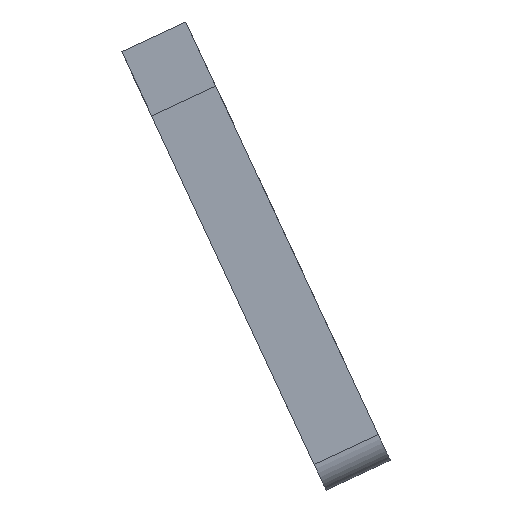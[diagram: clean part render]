
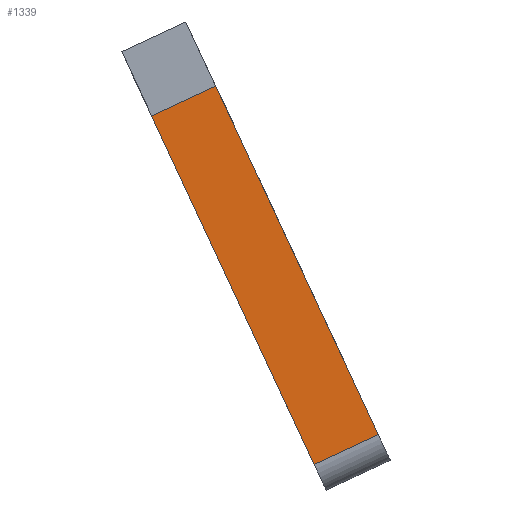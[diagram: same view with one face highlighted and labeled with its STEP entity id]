
A CAD part, left-side view. The second image highlights one B-rep face of the part: STEP entity #1339.
In plain terms, the highlighted planar face has unit normal (-1, 0, 0).
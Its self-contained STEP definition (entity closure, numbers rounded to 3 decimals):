
#66=PLANE('',#1467);
#133=FACE_OUTER_BOUND('',#206,.T.);
#206=EDGE_LOOP('',(#1209,#1210,#1211,#1212));
#334=LINE('',#2082,#480);
#398=LINE('',#2229,#544);
#399=LINE('',#2232,#545);
#400=LINE('',#2233,#546);
#480=VECTOR('',#1675,10.);
#544=VECTOR('',#1835,10.);
#545=VECTOR('',#1838,10.);
#546=VECTOR('',#1839,10.);
#639=VERTEX_POINT('',#2079);
#640=VERTEX_POINT('',#2081);
#675=VERTEX_POINT('',#2227);
#676=VERTEX_POINT('',#2231);
#790=EDGE_CURVE('',#639,#640,#334,.T.);
#864=EDGE_CURVE('',#675,#640,#398,.T.);
#865=EDGE_CURVE('',#675,#676,#399,.T.);
#866=EDGE_CURVE('',#676,#639,#400,.T.);
#1209=ORIENTED_EDGE('',*,*,#865,.F.);
#1210=ORIENTED_EDGE('',*,*,#864,.T.);
#1211=ORIENTED_EDGE('',*,*,#790,.F.);
#1212=ORIENTED_EDGE('',*,*,#866,.F.);
#1339=ADVANCED_FACE('',(#133),#66,.T.);
#1467=AXIS2_PLACEMENT_3D('',#2230,#1836,#1837);
#1675=DIRECTION('',(0.,-1.,0.));
#1835=DIRECTION('',(0.,0.,1.));
#1836=DIRECTION('center_axis',(-1.,0.,0.));
#1837=DIRECTION('ref_axis',(0.,-1.,0.));
#1838=DIRECTION('',(0.,1.,0.));
#1839=DIRECTION('',(0.,0.,1.));
#2079=CARTESIAN_POINT('',(-64.,0.,15.));
#2081=CARTESIAN_POINT('',(-64.,-81.5,15.));
#2082=CARTESIAN_POINT('',(-64.,-81.5,15.));
#2227=CARTESIAN_POINT('',(-64.,-81.5,0.));
#2229=CARTESIAN_POINT('',(-64.,-81.5,0.));
#2230=CARTESIAN_POINT('Origin',(-64.,0.,0.));
#2231=CARTESIAN_POINT('',(-64.,0.,0.));
#2232=CARTESIAN_POINT('',(-64.,-81.5,0.));
#2233=CARTESIAN_POINT('',(-64.,0.,0.));
